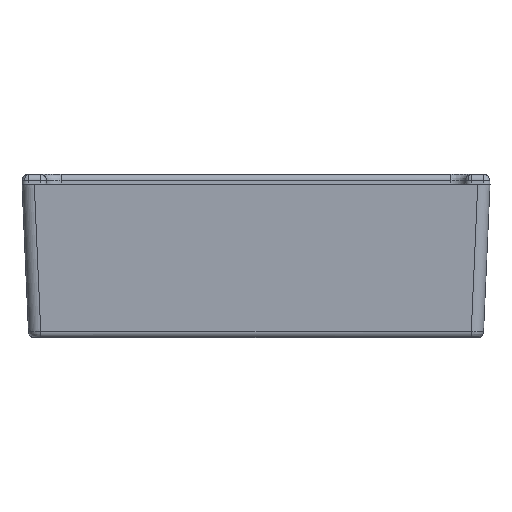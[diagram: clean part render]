
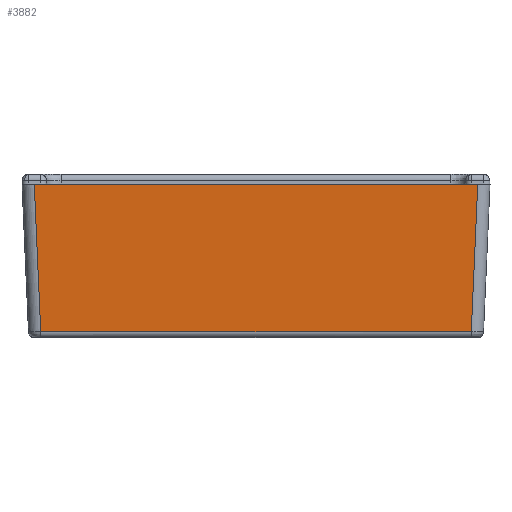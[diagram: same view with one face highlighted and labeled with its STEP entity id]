
A CAD part, front view. The second image highlights one B-rep face of the part: STEP entity #3882.
In plain terms, the highlighted planar face has unit normal (0, -0.999, -0.044).
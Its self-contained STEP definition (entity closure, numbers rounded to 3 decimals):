
#215 = CARTESIAN_POINT ( 'NONE',  ( 2629.025, 10973.272, -60.109 ) ) ;
#486 = VECTOR ( 'NONE', #9140, 1000. ) ;
#491 = FACE_OUTER_BOUND ( 'NONE', #8114, .T. ) ;
#880 = LINE ( 'NONE', #15515, #486 ) ;
#1221 = AXIS2_PLACEMENT_3D ( 'NONE', #4433, #13361, #5730 ) ;
#1396 = VERTEX_POINT ( 'NONE', #11647 ) ;
#1443 = LINE ( 'NONE', #5878, #2266 ) ;
#1813 = CARTESIAN_POINT ( 'NONE',  ( 2631.649, 10970.648, 0. ) ) ;
#2050 = DIRECTION ( 'NONE',  ( -1., 0., 0. ) ) ;
#2106 = CARTESIAN_POINT ( 'NONE',  ( 2493.77, 10973.272, -60.109 ) ) ;
#2266 = VECTOR ( 'NONE', #2050, 1000. ) ;
#2303 = EDGE_CURVE ( 'NONE', #5247, #5493, #6272, .T. ) ;
#2776 = LINE ( 'NONE', #215, #12164 ) ;
#3882 = ADVANCED_FACE ( 'NONE', ( #491 ), #12084, .T. ) ;
#4433 = CARTESIAN_POINT ( 'NONE',  ( 2446.145, 10970.648, 0. ) ) ;
#4450 = EDGE_CURVE ( 'NONE', #5247, #13167, #2776, .T. ) ;
#5247 = VERTEX_POINT ( 'NONE', #13871 ) ;
#5493 = VERTEX_POINT ( 'NONE', #8065 ) ;
#5730 = DIRECTION ( 'NONE',  ( 0., 0.044, -0.999 ) ) ;
#5878 = CARTESIAN_POINT ( 'NONE',  ( 2446.145, 10970.648, 0. ) ) ;
#6272 = LINE ( 'NONE', #2106, #13464 ) ;
#6484 = DIRECTION ( 'NONE',  ( 0.044, -0.044, 0.998 ) ) ;
#8065 = CARTESIAN_POINT ( 'NONE',  ( 2453.764, 10973.272, -60.109 ) ) ;
#8114 = EDGE_LOOP ( 'NONE', ( #8373, #14279, #10138, #15275 ) ) ;
#8304 = EDGE_CURVE ( 'NONE', #13167, #1396, #1443, .T. ) ;
#8373 = ORIENTED_EDGE ( 'NONE', *, *, #8304, .T. ) ;
#9140 = DIRECTION ( 'NONE',  ( 0.044, 0.044, -0.998 ) ) ;
#10138 = ORIENTED_EDGE ( 'NONE', *, *, #2303, .F. ) ;
#11013 = DIRECTION ( 'NONE',  ( -1., 0., 0. ) ) ;
#11647 = CARTESIAN_POINT ( 'NONE',  ( 2451.14, 10970.648, 0. ) ) ;
#12084 = PLANE ( 'NONE',  #1221 ) ;
#12164 = VECTOR ( 'NONE', #6484, 1000. ) ;
#13167 = VERTEX_POINT ( 'NONE', #1813 ) ;
#13361 = DIRECTION ( 'NONE',  ( 0., -0.999, -0.044 ) ) ;
#13464 = VECTOR ( 'NONE', #11013, 1000. ) ;
#13871 = CARTESIAN_POINT ( 'NONE',  ( 2629.025, 10973.272, -60.109 ) ) ;
#14119 = EDGE_CURVE ( 'NONE', #1396, #5493, #880, .T. ) ;
#14279 = ORIENTED_EDGE ( 'NONE', *, *, #14119, .T. ) ;
#15275 = ORIENTED_EDGE ( 'NONE', *, *, #4450, .T. ) ;
#15515 = CARTESIAN_POINT ( 'NONE',  ( 2451.14, 10970.648, 0. ) ) ;
